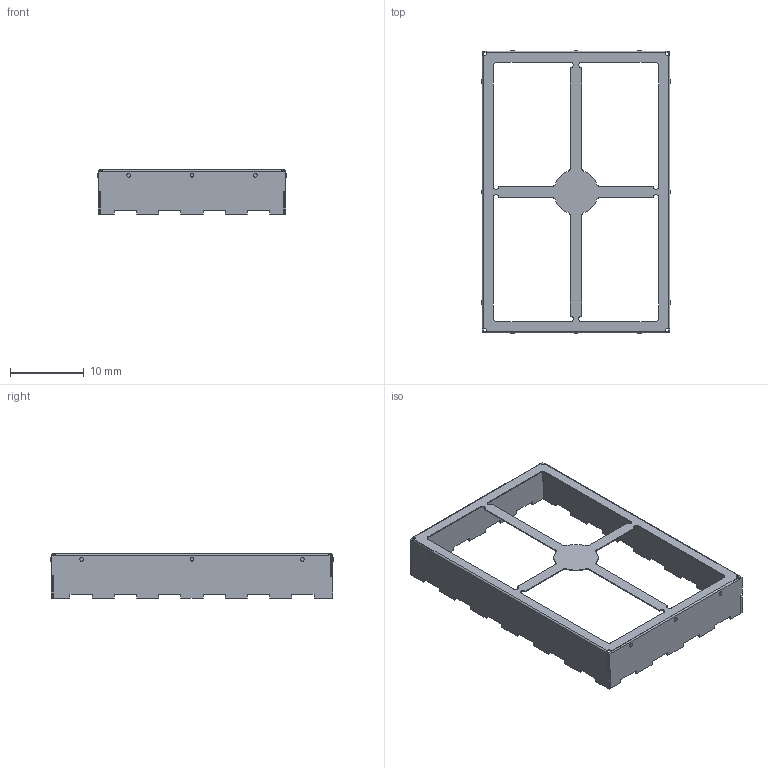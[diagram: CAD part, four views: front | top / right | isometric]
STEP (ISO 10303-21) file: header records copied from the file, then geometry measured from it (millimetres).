
FILE_DESCRIPTION(/* description */ (''),/* implementation_level */ '2;1');
FILE_NAME(/* name */ 'MSBOX_LAIRD_BMI-S-205-F.stp',/* time_stamp */ '2017-06-21T15:59:47+02:00',/* author */ ('jchouvet'),/* organization */ ('SolidWorks'),/* preprocessor_version */ 'ST-DEVELOPER v16.1',/* originating_system */ 'AutoCAD Mechanical',/* authorisation */ '');
FILE_SCHEMA (('AUTOMOTIVE_DESIGN { 1 0 10303 214 3 1 1 }'));
Length unit declared in the file: millimetre
Products named in the file (1): Product
Bounding box: 25.5 x 38.2 x 6 mm (x, y, z)
Volume: 176.5 mm3; surface area: 2022 mm2
Topology: 13 solids, 13 shells, 226 faces, 576 edges, 376 vertices
Faces by surface type: plane 182, cylinder 44
Full cylindrical faces by diameter (mm): 0.5 x12
Entity records: 6712 total; most frequent: CARTESIAN_POINT 1167, ORIENTED_EDGE 1128, DIRECTION 1106, EDGE_CURVE 564, LINE 476, VECTOR 476, VERTEX_POINT 376, AXIS2_PLACEMENT_3D 315
